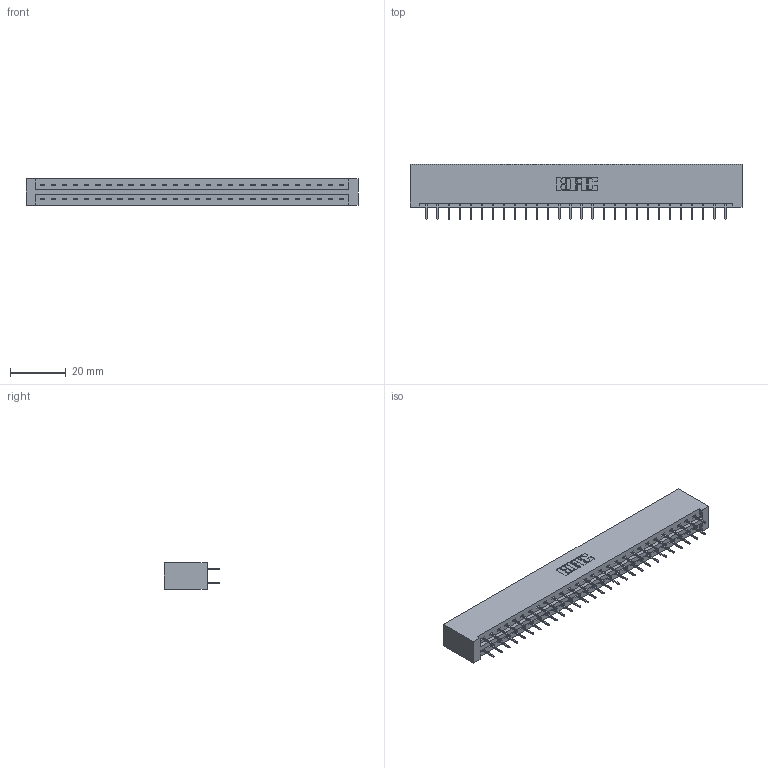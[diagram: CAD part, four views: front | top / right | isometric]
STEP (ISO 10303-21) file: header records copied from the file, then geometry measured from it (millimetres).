
FILE_DESCRIPTION (( 'STEP AP203' ), '1' );
FILE_NAME ('337-056-524-201.STEP', '2018-08-10T02:40:16', ( '' ), ( '' ), 'SwSTEP 2.0', 'SolidWorks 2016', '' );
FILE_SCHEMA (( 'CONFIG_CONTROL_DESIGN' ));
Length unit declared in the file: inch
Products named in the file (3): 345-292-001_345-293-124; 337-056-524-201; 337 Part_No Mounting Lugs
Assembly tree (57 placements, depth 2):
  337-056-524-201
    337 Part_No Mounting Lugs
    345-292-001_345-293-124  x56
Bounding box: 118.82 x 19.69 x 9.4 mm (x, y, z)
Volume: 13012 mm3; surface area: 14367.7 mm2
Topology: 57 solids, 57 shells, 3354 faces, 9527 edges, 6126 vertices
Faces by surface type: plane 2530, cylinder 824
Entity records: 23317 total; most frequent: CARTESIAN_POINT 3938, ORIENTED_EDGE 3874, DIRECTION 3369, EDGE_CURVE 1937, LINE 1821, VECTOR 1821, VERTEX_POINT 1286, AXIS2_PLACEMENT_3D 774
